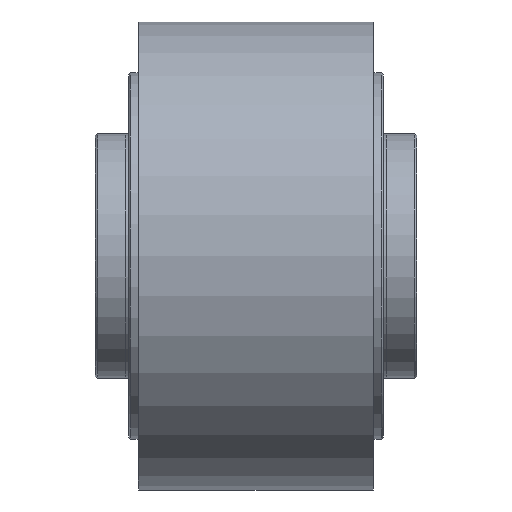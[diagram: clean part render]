
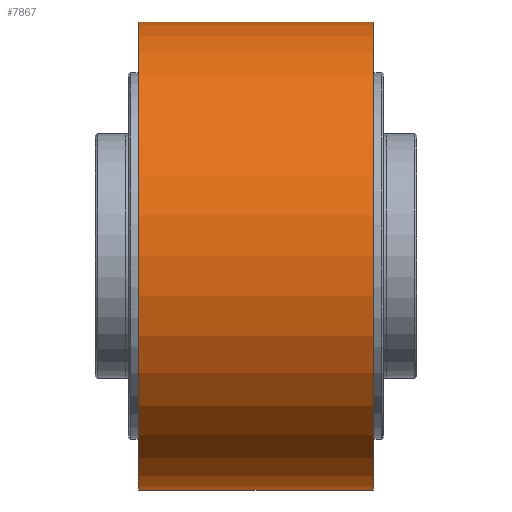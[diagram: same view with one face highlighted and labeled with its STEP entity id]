
A CAD part, top view. The second image highlights one B-rep face of the part: STEP entity #7867.
In plain terms, the highlighted cylindrical face has radius 115 mm (diameter 230 mm), a partial arc.
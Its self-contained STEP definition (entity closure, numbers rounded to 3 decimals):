
#6775=CARTESIAN_POINT('',(-57.5,0.,0.));
#6776=DIRECTION('',(1.,0.,0.));
#6777=DIRECTION('',(0.,1.,0.));
#6778=AXIS2_PLACEMENT_3D('',#6775,#6776,#6777);
#6890=DIRECTION('',(-1.,0.,0.));
#6891=VECTOR('',#6890,115.);
#6892=CARTESIAN_POINT('',(57.5,115.,0.));
#6893=LINE('',#6892,#6891);
#6894=DIRECTION('',(-1.,0.,0.));
#6895=VECTOR('',#6894,115.);
#6896=CARTESIAN_POINT('',(57.5,-115.,0.));
#6897=LINE('',#6896,#6895);
#6903=CARTESIAN_POINT('',(57.5,0.,0.));
#6904=DIRECTION('',(-1.,0.,0.));
#6905=DIRECTION('',(0.,-1.,0.));
#6906=AXIS2_PLACEMENT_3D('',#6903,#6904,#6905);
#7546=CARTESIAN_POINT('',(-57.5,-115.,0.));
#7547=CARTESIAN_POINT('',(-57.5,115.,0.));
#7548=VERTEX_POINT('',#7546);
#7549=VERTEX_POINT('',#7547);
#7594=CARTESIAN_POINT('',(57.5,-115.,0.));
#7595=VERTEX_POINT('',#7594);
#7596=CARTESIAN_POINT('',(57.5,115.,0.));
#7597=VERTEX_POINT('',#7596);
#7855=CARTESIAN_POINT('',(-57.5,0.,0.));
#7856=DIRECTION('',(1.,0.,0.));
#7857=DIRECTION('',(0.,-1.,0.));
#7858=AXIS2_PLACEMENT_3D('',#7855,#7856,#7857);
#7859=CYLINDRICAL_SURFACE('',#7858,115.);
#7860=ORIENTED_EDGE('',*,*,#7769,.F.);
#7861=ORIENTED_EDGE('',*,*,#7850,.F.);
#7863=ORIENTED_EDGE('',*,*,#7862,.F.);
#7864=ORIENTED_EDGE('',*,*,#7846,.T.);
#7865=EDGE_LOOP('',(#7860,#7861,#7863,#7864));
#7866=FACE_OUTER_BOUND('',#7865,.F.);
#6779=CIRCLE('',#6778,115.);
#6907=CIRCLE('',#6906,115.);
#7769=EDGE_CURVE('',#7549,#7548,#6779,.T.);
#7846=EDGE_CURVE('',#7595,#7548,#6897,.T.);
#7850=EDGE_CURVE('',#7597,#7549,#6893,.T.);
#7862=EDGE_CURVE('',#7595,#7597,#6907,.T.);
#7867=ADVANCED_FACE('',(#7866),#7859,.T.);
